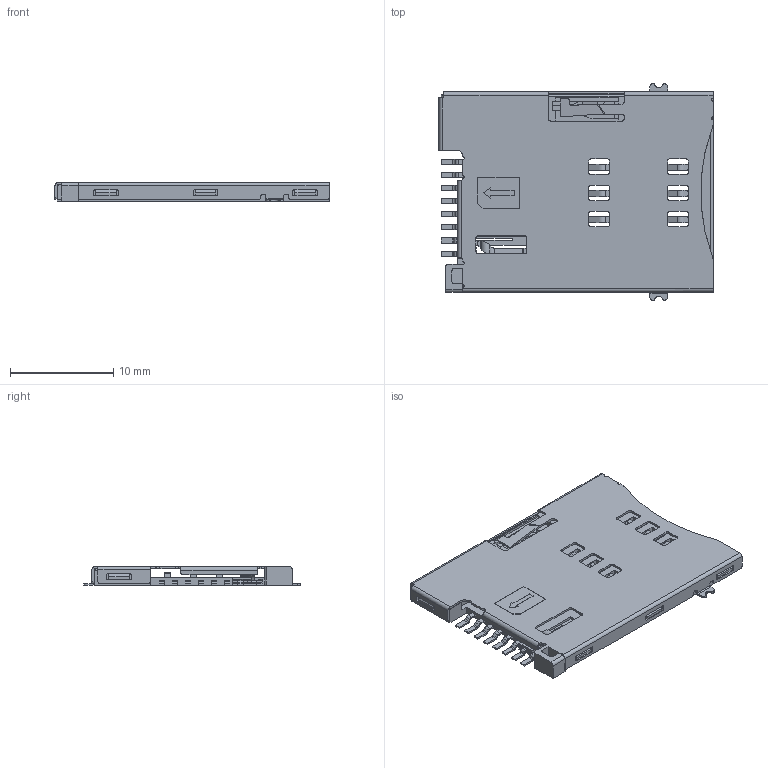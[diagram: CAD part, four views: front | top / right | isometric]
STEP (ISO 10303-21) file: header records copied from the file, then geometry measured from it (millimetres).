
FILE_DESCRIPTION( ( '' ), ' ' );
FILE_NAME( '5b661a073430840ebbb2ed7f.step', '2018-08-04T21:26:32', ( '' ), ( '' ), ' ', ' ', ' ' );
FILE_SCHEMA( ( 'AUTOMOTIVE_DESIGN { 1 0 10303 214 1 1 1 1 }' ) );
Length unit declared in the file: metre
Products named in the file (43): Open CASCADE STEP translator 6.8 2; Open CASCADE STEP translator 6.8 1
Bounding box: 26.5 x 20.95 x 1.83 mm (x, y, z)
Volume: 476 mm3; surface area: 2129.3 mm2
Topology: 1 solids, 1 shells, 901 faces, 2559 edges, 1734 vertices
Faces by surface type: plane 635, cylinder 244, bspline 20, cone 1, torus 1
Full cylindrical faces by diameter (mm): 0.7 x1
Entity records: 50630 total; most frequent: CARTESIAN_POINT 6524, ORIENTED_EDGE 5024, DIRECTION 4773, STYLED_ITEM 3455, PRESENTATION_STYLE_ASSIGNMENT 3455, COLOUR_RGB 3455, CURVE_STYLE 2554, DRAUGHTING_PRE_DEFINED_CURVE_FONT 2554
